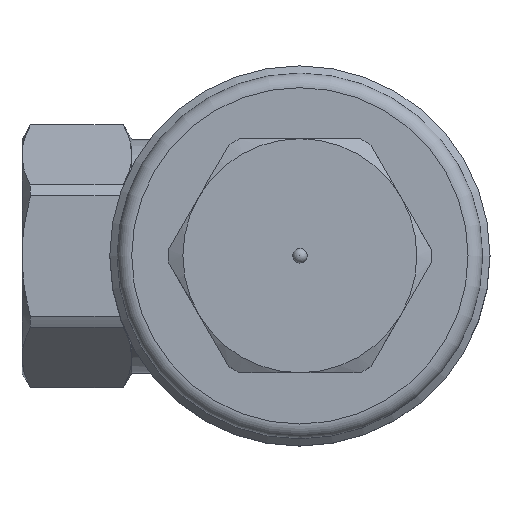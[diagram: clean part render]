
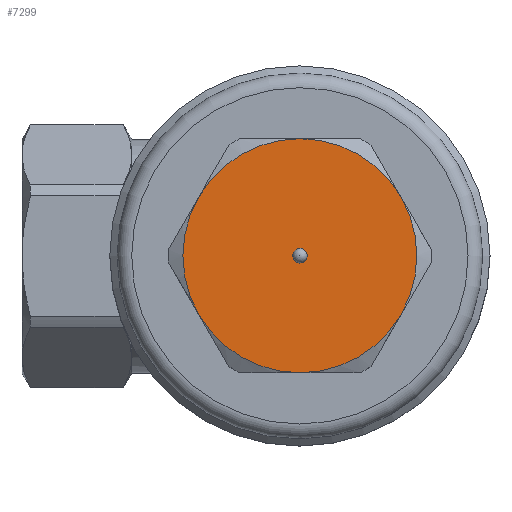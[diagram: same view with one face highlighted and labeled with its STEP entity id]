
A CAD part, top view. The second image highlights one B-rep face of the part: STEP entity #7299.
In plain terms, the highlighted planar face has unit normal (0, 0, 1).
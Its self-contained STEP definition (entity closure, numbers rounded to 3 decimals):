
#6647=CARTESIAN_POINT('',(-1.,0.0,15.0));
#6648=VERTEX_POINT('',#6647);
#6649=CARTESIAN_POINT('',(0.,0.,15.0));
#6650=DIRECTION('',(0.0,0.0,-1.0));
#6651=DIRECTION('',(0.0,1.0,0.0));
#6652=AXIS2_PLACEMENT_3D('',#6649,#6650,#6651);
#6653=CIRCLE('',#6652,1.0);
#6654=EDGE_CURVE('',#6648,#6648,#6653,.T.);
#6666=CARTESIAN_POINT('',(13.856,8.,15.0));
#6667=VERTEX_POINT('',#6666);
#6690=CARTESIAN_POINT('',(0.,16.,15.0));
#6691=VERTEX_POINT('',#6690);
#6705=CARTESIAN_POINT('',(0.,0.0,15.0));
#6706=DIRECTION('',(0.0,0.0,1.0));
#6707=DIRECTION('',(-1.0,0.0,0.0));
#6708=AXIS2_PLACEMENT_3D('',#6705,#6706,#6707);
#6709=CIRCLE('',#6708,16.0);
#6710=EDGE_CURVE('',#6667,#6691,#6709,.T.);
#6720=CARTESIAN_POINT('',(-13.856,8.,15.0));
#6721=VERTEX_POINT('',#6720);
#6737=CARTESIAN_POINT('',(0.,0.0,15.0));
#6738=DIRECTION('',(0.0,0.0,1.0));
#6739=DIRECTION('',(-1.0,0.0,0.0));
#6740=AXIS2_PLACEMENT_3D('',#6737,#6738,#6739);
#6741=CIRCLE('',#6740,16.0);
#6742=EDGE_CURVE('',#6691,#6721,#6741,.T.);
#6774=CARTESIAN_POINT('',(-13.856,-8.,15.0));
#6775=VERTEX_POINT('',#6774);
#6791=CARTESIAN_POINT('',(0.,0.0,15.0));
#6792=DIRECTION('',(0.0,0.0,1.0));
#6793=DIRECTION('',(-1.0,0.0,0.0));
#6794=AXIS2_PLACEMENT_3D('',#6791,#6792,#6793);
#6795=CIRCLE('',#6794,16.0);
#6796=EDGE_CURVE('',#6721,#6775,#6795,.T.);
#6830=CARTESIAN_POINT('',(13.856,-8.,15.0));
#6831=VERTEX_POINT('',#6830);
#6867=CARTESIAN_POINT('',(0.,0.0,15.0));
#6868=DIRECTION('',(0.0,0.0,1.0));
#6869=DIRECTION('',(-1.0,0.0,0.0));
#6870=AXIS2_PLACEMENT_3D('',#6867,#6868,#6869);
#6871=CIRCLE('',#6870,16.0);
#6872=EDGE_CURVE('',#6831,#6667,#6871,.T.);
#6882=CARTESIAN_POINT('',(0.,-16.,15.0));
#6883=VERTEX_POINT('',#6882);
#6899=CARTESIAN_POINT('',(0.,0.0,15.0));
#6900=DIRECTION('',(0.0,0.0,1.0));
#6901=DIRECTION('',(-1.0,0.0,0.0));
#6902=AXIS2_PLACEMENT_3D('',#6899,#6900,#6901);
#6903=CIRCLE('',#6902,16.0);
#6904=EDGE_CURVE('',#6775,#6883,#6903,.T.);
#6973=CARTESIAN_POINT('',(0.,0.0,15.0));
#6974=DIRECTION('',(0.0,0.0,1.0));
#6975=DIRECTION('',(-1.0,0.0,0.0));
#6976=AXIS2_PLACEMENT_3D('',#6973,#6974,#6975);
#6977=CIRCLE('',#6976,16.0);
#6978=EDGE_CURVE('',#6883,#6831,#6977,.T.);
#7283=CARTESIAN_POINT('',(0.,0.,15.0));
#7284=DIRECTION('',(0.0,0.0,1.0));
#7285=DIRECTION('',(1.0,0.0,0.0));
#7286=AXIS2_PLACEMENT_3D('',#7283,#7284,#7285);
#7287=PLANE('',#7286);
#7288=ORIENTED_EDGE('',*,*,#6742,.T.);
#7289=ORIENTED_EDGE('',*,*,#6796,.T.);
#7290=ORIENTED_EDGE('',*,*,#6904,.T.);
#7291=ORIENTED_EDGE('',*,*,#6978,.T.);
#7292=ORIENTED_EDGE('',*,*,#6872,.T.);
#7293=ORIENTED_EDGE('',*,*,#6710,.T.);
#7294=EDGE_LOOP('',(#7288,#7289,#7290,#7291,#7292,#7293));
#7295=FACE_OUTER_BOUND('',#7294,.T.);
#7296=ORIENTED_EDGE('',*,*,#6654,.T.);
#7297=EDGE_LOOP('',(#7296));
#7298=FACE_BOUND('',#7297,.T.);
#7299=ADVANCED_FACE('',(#7295,#7298),#7287,.T.);
